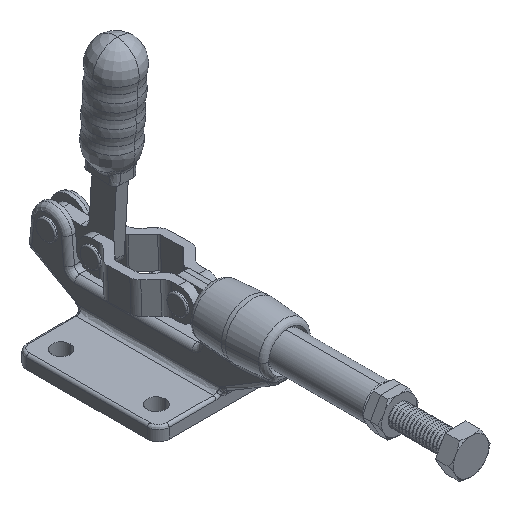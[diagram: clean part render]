
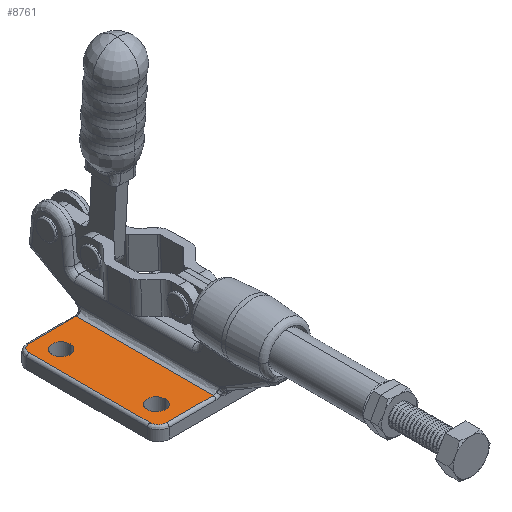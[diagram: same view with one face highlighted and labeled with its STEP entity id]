
A CAD part, isometric view. The second image highlights one B-rep face of the part: STEP entity #8761.
In plain terms, the highlighted planar face has unit normal (0, 0, 1).
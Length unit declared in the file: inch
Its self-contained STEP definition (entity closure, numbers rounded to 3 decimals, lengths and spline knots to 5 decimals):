
#3612=VERTEX_POINT('',#11069);
#3816=EDGE_CURVE('',#4588,#7344,#11288,.T.);
#4588=VERTEX_POINT('',#12133);
#5002=EDGE_CURVE('',#8140,#9496,#12579,.T.);
#5260=EDGE_CURVE('',#9496,#6987,#12859,.T.);
#6233=EDGE_CURVE('',#9381,#6987,#13901,.T.);
#6987=VERTEX_POINT('',#14716);
#7005=VERTEX_POINT('',#14734);
#7344=VERTEX_POINT('',#15090);
#7369=VERTEX_POINT('',#15118);
#8140=VERTEX_POINT('',#15972);
#8761=ADVANCED_FACE('',(#16654,#16655,#16656),#16657,.T.);
#8783=EDGE_CURVE('',#9381,#7005,#16679,.T.);
#9248=VERTEX_POINT('',#17179);
#9363=EDGE_CURVE('',#7344,#4588,#17303,.T.);
#9381=VERTEX_POINT('',#17324);
#9496=VERTEX_POINT('',#17444);
#9597=EDGE_CURVE('',#7005,#9248,#17552,.T.);
#9780=EDGE_CURVE('',#7369,#3612,#17744,.T.);
#10703=EDGE_CURVE('',#9248,#8140,#18756,.T.);
#10768=EDGE_CURVE('',#3612,#7369,#18828,.T.);
#11069=CARTESIAN_POINT('',(-0.68307,0.78814,-0.81102));
#11288=(B_SPLINE_CURVE(3,(#20002,#20003,#20004,#20005),.UNSPECIFIED.,.F.,.F.)B_SPLINE_CURVE_WITH_KNOTS((4,4),(-6.28319,-3.14159),.UNSPECIFIED.)RATIONAL_B_SPLINE_CURVE((1.0,0.333,0.333,1.0))BOUNDED_CURVE()REPRESENTATION_ITEM('')GEOMETRIC_REPRESENTATION_ITEM()CURVE());
#12133=CARTESIAN_POINT('',(-0.68307,2.16609,-0.81102));
#12579=(B_SPLINE_CURVE(3,(#25533,#25534,#25535,#25536),.UNSPECIFIED.,.F.,.F.)B_SPLINE_CURVE_WITH_KNOTS((4,4),(-3.14159,-1.5708),.UNSPECIFIED.)RATIONAL_B_SPLINE_CURVE((1.0,0.805,0.805,1.0))BOUNDED_CURVE()REPRESENTATION_ITEM('')GEOMETRIC_REPRESENTATION_ITEM()CURVE());
#12859=B_SPLINE_CURVE_WITH_KNOTS('',1,(#26630,#26631),.UNSPECIFIED.,.F.,.F.,(2,2),(-0.0534,-0.0362),.UNSPECIFIED.);
#13901=B_SPLINE_CURVE_WITH_KNOTS('',1,(#30371,#30372),.UNSPECIFIED.,.F.,.F.,(2,2),(-0.0474,0.003),.UNSPECIFIED.);
#14716=CARTESIAN_POINT('',(-0.29528,2.46924,-0.81102));
#14734=CARTESIAN_POINT('',(-0.97244,0.48499,-0.81102));
#15090=CARTESIAN_POINT('',(-0.94685,2.16609,-0.81102));
#15118=CARTESIAN_POINT('',(-0.94685,0.78814,-0.81102));
#15972=CARTESIAN_POINT('',(-1.09055,2.35113,-0.81102));
#16654=FACE_OUTER_BOUND('',#41188,.T.);
#16655=FACE_BOUND('',#41189,.T.);
#16656=FACE_BOUND('',#41190,.T.);
#16657=PLANE('',#41191);
#16679=B_SPLINE_CURVE_WITH_KNOTS('',1,(#41262,#41263),.UNSPECIFIED.,.F.,.F.,(2,2),(0.0362,0.0534),.UNSPECIFIED.);
#17179=CARTESIAN_POINT('',(-1.09055,0.6031,-0.81102));
#17303=(B_SPLINE_CURVE(3,(#43487,#43488,#43489,#43490),.UNSPECIFIED.,.F.,.F.)B_SPLINE_CURVE_WITH_KNOTS((4,4),(-3.14159,0.0),.UNSPECIFIED.)RATIONAL_B_SPLINE_CURVE((1.0,0.333,0.333,1.0))BOUNDED_CURVE()REPRESENTATION_ITEM('')GEOMETRIC_REPRESENTATION_ITEM()CURVE());
#17324=CARTESIAN_POINT('',(-0.29528,0.48499,-0.81102));
#17444=CARTESIAN_POINT('',(-0.97244,2.46924,-0.81102));
#17552=(B_SPLINE_CURVE(3,(#44043,#44044,#44045,#44046),.UNSPECIFIED.,.F.,.F.)B_SPLINE_CURVE_WITH_KNOTS((4,4),(-4.71239,-3.14159),.UNSPECIFIED.)RATIONAL_B_SPLINE_CURVE((1.0,0.805,0.805,1.0))BOUNDED_CURVE()REPRESENTATION_ITEM('')GEOMETRIC_REPRESENTATION_ITEM()CURVE());
#17744=(B_SPLINE_CURVE(3,(#44879,#44880,#44881,#44882),.UNSPECIFIED.,.F.,.F.)B_SPLINE_CURVE_WITH_KNOTS((4,4),(-3.14159,0.0),.UNSPECIFIED.)RATIONAL_B_SPLINE_CURVE((1.0,0.333,0.333,1.0))BOUNDED_CURVE()REPRESENTATION_ITEM('')GEOMETRIC_REPRESENTATION_ITEM()CURVE());
#18756=B_SPLINE_CURVE_WITH_KNOTS('',1,(#49470,#49471),.UNSPECIFIED.,.F.,.F.,(2,2),(0.0,0.0444),.UNSPECIFIED.);
#18828=(B_SPLINE_CURVE(3,(#49633,#49634,#49635,#49636),.UNSPECIFIED.,.F.,.F.)B_SPLINE_CURVE_WITH_KNOTS((4,4),(-6.28319,-3.14159),.UNSPECIFIED.)RATIONAL_B_SPLINE_CURVE((1.0,0.333,0.333,1.0))BOUNDED_CURVE()REPRESENTATION_ITEM('')GEOMETRIC_REPRESENTATION_ITEM()CURVE());
#20002=CARTESIAN_POINT('',(-0.68307,2.16609,-0.81102));
#20003=CARTESIAN_POINT('',(-0.68307,2.42987,-0.81102));
#20004=CARTESIAN_POINT('',(-0.94685,2.42987,-0.81102));
#20005=CARTESIAN_POINT('',(-0.94685,2.16609,-0.81102));
#25533=CARTESIAN_POINT('',(-1.09055,2.35113,-0.81102));
#25534=CARTESIAN_POINT('',(-1.09055,2.42032,-0.81102));
#25535=CARTESIAN_POINT('',(-1.04163,2.46924,-0.81102));
#25536=CARTESIAN_POINT('',(-0.97244,2.46924,-0.81102));
#26630=CARTESIAN_POINT('',(-0.97244,2.46924,-0.81102));
#26631=CARTESIAN_POINT('',(-0.29528,2.46924,-0.81102));
#30371=CARTESIAN_POINT('',(-0.29528,0.48499,-0.81102));
#30372=CARTESIAN_POINT('',(-0.29528,2.46924,-0.81102));
#41188=EDGE_LOOP('',(#56111,#56112,#56113,#56114,#56115,#56116));
#41189=EDGE_LOOP('',(#56117,#56118));
#41190=EDGE_LOOP('',(#56119,#56120));
#41191=AXIS2_PLACEMENT_3D('',#56121,#56122,#56123);
#41262=CARTESIAN_POINT('',(-0.29528,0.48499,-0.81102));
#41263=CARTESIAN_POINT('',(-0.97244,0.48499,-0.81102));
#43487=CARTESIAN_POINT('',(-0.94685,2.16609,-0.81102));
#43488=CARTESIAN_POINT('',(-0.94685,1.90231,-0.81102));
#43489=CARTESIAN_POINT('',(-0.68307,1.90231,-0.81102));
#43490=CARTESIAN_POINT('',(-0.68307,2.16609,-0.81102));
#44043=CARTESIAN_POINT('',(-0.97244,0.48499,-0.81102));
#44044=CARTESIAN_POINT('',(-1.04163,0.48499,-0.81102));
#44045=CARTESIAN_POINT('',(-1.09055,0.53391,-0.81102));
#44046=CARTESIAN_POINT('',(-1.09055,0.6031,-0.81102));
#44879=CARTESIAN_POINT('',(-0.94685,0.78814,-0.81102));
#44880=CARTESIAN_POINT('',(-0.94685,0.52436,-0.81102));
#44881=CARTESIAN_POINT('',(-0.68307,0.52436,-0.81102));
#44882=CARTESIAN_POINT('',(-0.68307,0.78814,-0.81102));
#49470=CARTESIAN_POINT('',(-1.09055,0.6031,-0.81102));
#49471=CARTESIAN_POINT('',(-1.09055,2.35113,-0.81102));
#49633=CARTESIAN_POINT('',(-0.68307,0.78814,-0.81102));
#49634=CARTESIAN_POINT('',(-0.68307,1.05192,-0.81102));
#49635=CARTESIAN_POINT('',(-0.94685,1.05192,-0.81102));
#49636=CARTESIAN_POINT('',(-0.94685,0.78814,-0.81102));
#56111=ORIENTED_EDGE('',*,*,#9597,.F.);
#56112=ORIENTED_EDGE('',*,*,#8783,.F.);
#56113=ORIENTED_EDGE('',*,*,#6233,.T.);
#56114=ORIENTED_EDGE('',*,*,#5260,.F.);
#56115=ORIENTED_EDGE('',*,*,#5002,.F.);
#56116=ORIENTED_EDGE('',*,*,#10703,.F.);
#56117=ORIENTED_EDGE('',*,*,#9780,.F.);
#56118=ORIENTED_EDGE('',*,*,#10768,.F.);
#56119=ORIENTED_EDGE('',*,*,#9363,.F.);
#56120=ORIENTED_EDGE('',*,*,#3816,.F.);
#56121=CARTESIAN_POINT('',(-1.09055,0.48499,-0.81102));
#56122=DIRECTION('',(0.,0.,1.0));
#56123=DIRECTION('',(1.0,0.,0.));
